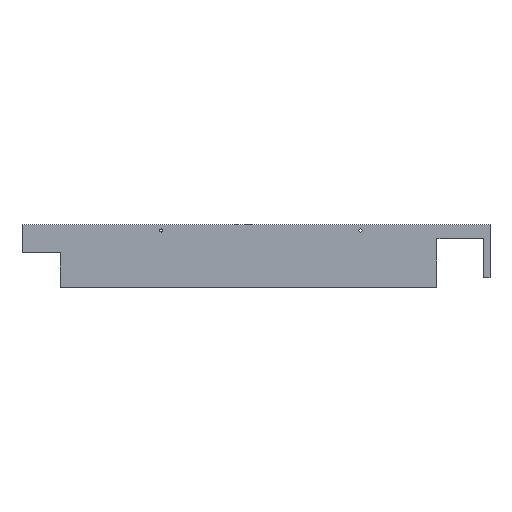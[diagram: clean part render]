
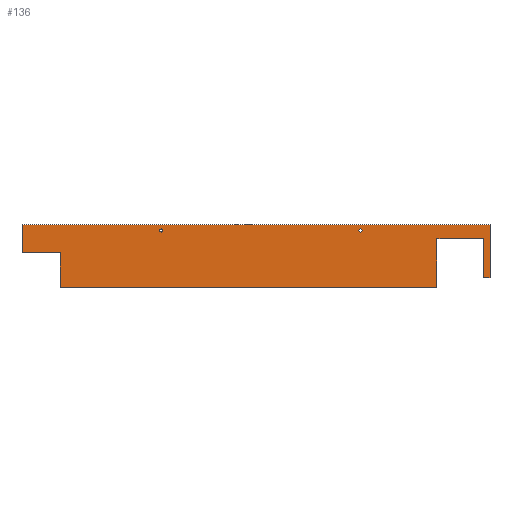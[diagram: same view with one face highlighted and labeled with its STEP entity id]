
A CAD part, top view. The second image highlights one B-rep face of the part: STEP entity #136.
In plain terms, the highlighted planar face has unit normal (0, 0, 1).
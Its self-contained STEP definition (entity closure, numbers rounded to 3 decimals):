
#27=CARTESIAN_POINT('',(0.,52.,4.));
#28=DIRECTION('',(0.,0.,1.));
#29=DIRECTION('',(1.,0.,0.));
#30=AXIS2_PLACEMENT_3D('',#27,#28,#29);
#31=PLANE('',#30);
#32=CARTESIAN_POINT('',(327.,-0.5,4.));
#33=VERTEX_POINT('',#32);
#34=CARTESIAN_POINT('',(325.5,-0.5,4.));
#35=DIRECTION('',(0.,0.,1.));
#36=DIRECTION('',(1.,0.,-0.));
#37=AXIS2_PLACEMENT_3D('',#34,#35,#36);
#38=CIRCLE('',#37,1.5);
#39=EDGE_CURVE('',#33,#33,#38,.T.);
#40=ORIENTED_EDGE('',*,*,#39,.F.);
#41=EDGE_LOOP('',(#40));
#42=FACE_BOUND('',#41,.T.);
#43=CARTESIAN_POINT('',(135.5,-0.5,4.));
#44=VERTEX_POINT('',#43);
#45=CARTESIAN_POINT('',(134.,-0.5,4.));
#46=DIRECTION('',(0.,0.,1.));
#47=DIRECTION('',(1.,0.,-0.));
#48=AXIS2_PLACEMENT_3D('',#45,#46,#47);
#49=CIRCLE('',#48,1.5);
#50=EDGE_CURVE('',#44,#44,#49,.T.);
#51=ORIENTED_EDGE('',*,*,#50,.F.);
#52=EDGE_LOOP('',(#51));
#53=FACE_BOUND('',#52,.T.);
#54=CARTESIAN_POINT('',(450.,5.,4.));
#55=VERTEX_POINT('',#54);
#56=CARTESIAN_POINT('',(450.,-46.,4.));
#57=VERTEX_POINT('',#56);
#58=CARTESIAN_POINT('',(450.,5.,4.));
#59=DIRECTION('',(-0.,-1.,0.));
#60=VECTOR('',#59,51.);
#61=LINE('',#58,#60);
#62=EDGE_CURVE('',#55,#57,#61,.T.);
#63=ORIENTED_EDGE('',*,*,#62,.F.);
#64=CARTESIAN_POINT('',(0.,5.,4.));
#65=VERTEX_POINT('',#64);
#66=CARTESIAN_POINT('',(0.,5.,4.));
#67=DIRECTION('',(1.,0.,-0.));
#68=VECTOR('',#67,450.);
#69=LINE('',#66,#68);
#70=EDGE_CURVE('',#65,#55,#69,.T.);
#71=ORIENTED_EDGE('',*,*,#70,.F.);
#72=CARTESIAN_POINT('',(0.,-22.,4.));
#73=VERTEX_POINT('',#72);
#74=CARTESIAN_POINT('',(0.,5.,4.));
#75=DIRECTION('',(0.,-1.,0.));
#76=VECTOR('',#75,27.);
#77=LINE('',#74,#76);
#78=EDGE_CURVE('',#65,#73,#77,.T.);
#79=ORIENTED_EDGE('',*,*,#78,.T.);
#80=CARTESIAN_POINT('',(37.,-22.,4.));
#81=VERTEX_POINT('',#80);
#82=CARTESIAN_POINT('',(0.,-22.,4.));
#83=DIRECTION('',(1.,0.,0.));
#84=VECTOR('',#83,37.);
#85=LINE('',#82,#84);
#86=EDGE_CURVE('',#73,#81,#85,.T.);
#87=ORIENTED_EDGE('',*,*,#86,.T.);
#88=CARTESIAN_POINT('',(37.,-55.,4.));
#89=VERTEX_POINT('',#88);
#90=CARTESIAN_POINT('',(37.,-22.,4.));
#91=DIRECTION('',(0.,-1.,0.));
#92=VECTOR('',#91,33.);
#93=LINE('',#90,#92);
#94=EDGE_CURVE('',#81,#89,#93,.T.);
#95=ORIENTED_EDGE('',*,*,#94,.T.);
#96=CARTESIAN_POINT('',(399.,-55.,4.));
#97=VERTEX_POINT('',#96);
#98=CARTESIAN_POINT('',(37.,-55.,4.));
#99=DIRECTION('',(1.,-0.,0.));
#100=VECTOR('',#99,362.);
#101=LINE('',#98,#100);
#102=EDGE_CURVE('',#89,#97,#101,.T.);
#103=ORIENTED_EDGE('',*,*,#102,.T.);
#104=CARTESIAN_POINT('',(399.,-8.5,4.));
#105=VERTEX_POINT('',#104);
#106=CARTESIAN_POINT('',(399.,-8.5,4.));
#107=DIRECTION('',(0.,-1.,0.));
#108=VECTOR('',#107,46.5);
#109=LINE('',#106,#108);
#110=EDGE_CURVE('',#105,#97,#109,.T.);
#111=ORIENTED_EDGE('',*,*,#110,.F.);
#112=CARTESIAN_POINT('',(444.,-8.5,4.));
#113=VERTEX_POINT('',#112);
#114=CARTESIAN_POINT('',(444.,-8.5,4.));
#115=DIRECTION('',(-1.,-0.,0.));
#116=VECTOR('',#115,45.);
#117=LINE('',#114,#116);
#118=EDGE_CURVE('',#113,#105,#117,.T.);
#119=ORIENTED_EDGE('',*,*,#118,.F.);
#120=CARTESIAN_POINT('',(444.,-46.,4.));
#121=VERTEX_POINT('',#120);
#122=CARTESIAN_POINT('',(444.,-46.,4.));
#123=DIRECTION('',(0.,1.,0.));
#124=VECTOR('',#123,37.5);
#125=LINE('',#122,#124);
#126=EDGE_CURVE('',#121,#113,#125,.T.);
#127=ORIENTED_EDGE('',*,*,#126,.F.);
#128=CARTESIAN_POINT('',(450.,-46.,4.));
#129=DIRECTION('',(-1.,0.,0.));
#130=VECTOR('',#129,6.);
#131=LINE('',#128,#130);
#132=EDGE_CURVE('',#57,#121,#131,.T.);
#133=ORIENTED_EDGE('',*,*,#132,.F.);
#134=EDGE_LOOP('',(#63,#71,#79,#87,#95,#103,#111,#119,#127,#133));
#135=FACE_BOUND('',#134,.T.);
#136=ADVANCED_FACE('',(#42,#53,#135),#31,.T.);
